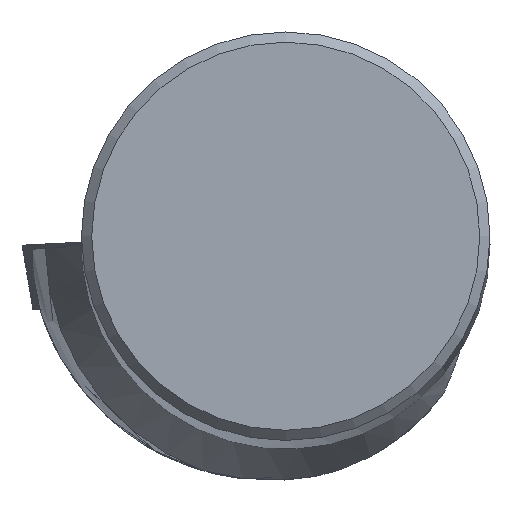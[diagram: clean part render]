
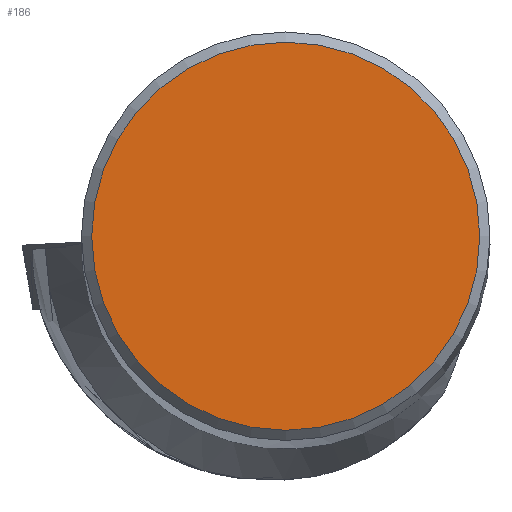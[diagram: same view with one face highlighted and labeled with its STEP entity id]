
A CAD part, top view. The second image highlights one B-rep face of the part: STEP entity #186.
In plain terms, the highlighted planar face has unit normal (0, 0, 1).
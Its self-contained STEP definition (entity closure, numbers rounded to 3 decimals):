
#154=FACE_OUTER_BOUND('',#341,.T.);
#186=ADVANCED_FACE('',(#154),#210,.T.);
#210=PLANE('',#803);
#341=EDGE_LOOP('',(#463));
#463=ORIENTED_EDGE('',*,*,#644,.T.);
#572=VERTEX_POINT('',#1288);
#644=EDGE_CURVE('',#572,#572,#683,.T.);
#683=CIRCLE('',#802,9.491);
#802=AXIS2_PLACEMENT_3D('',#1287,#952,#953);
#803=AXIS2_PLACEMENT_3D('',#1289,#954,#955);
#952=DIRECTION('',(0.,0.,1.));
#953=DIRECTION('',(1.,0.,0.));
#954=DIRECTION('',(0.,0.,1.));
#955=DIRECTION('',(1.,0.,0.));
#1287=CARTESIAN_POINT('',(0.,0.,0.));
#1288=CARTESIAN_POINT('',(9.491,0.,0.));
#1289=CARTESIAN_POINT('',(0.,0.,
0.));
